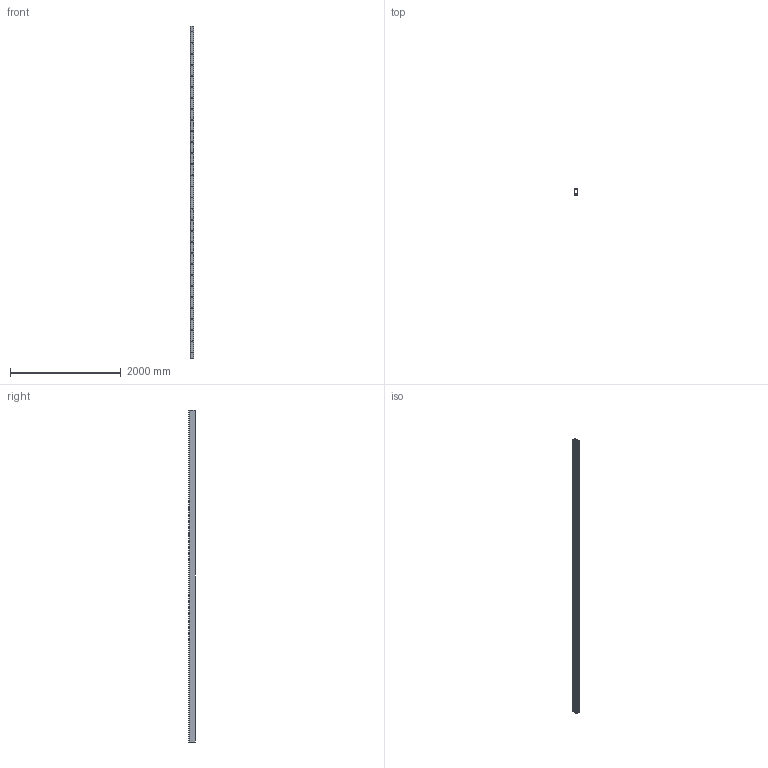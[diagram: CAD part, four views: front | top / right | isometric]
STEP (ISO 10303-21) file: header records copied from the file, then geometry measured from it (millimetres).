
FILE_DESCRIPTION (( 'STEP AP203' ), '1' );
FILE_NAME ('18054706BM12.STEP', '2021-10-25T11:13:40', ( '' ), ( '' ), 'SwSTEP 2.0', 'SolidWorks 2020', '' );
FILE_SCHEMA (( 'CONFIG_CONTROL_DESIGN' ));
Products named in the file (1): 18054706BM12
Bounding box: 72 x 119.5 x 6000 mm (x, y, z)
Volume: 15973411.6 mm3; surface area: 7910062 mm2
Topology: 3 solids, 3 shells, 1274 faces, 4434 edges, 2956 vertices
Faces by surface type: cylinder 793, plane 481
Entity records: 54501 total; most frequent: CARTESIAN_POINT 18685, ORIENTED_EDGE 8868, DIRECTION 6290, EDGE_CURVE 4434, VERTEX_POINT 2956, AXIS2_PLACEMENT_3D 2261, LINE 1768, VECTOR 1768
